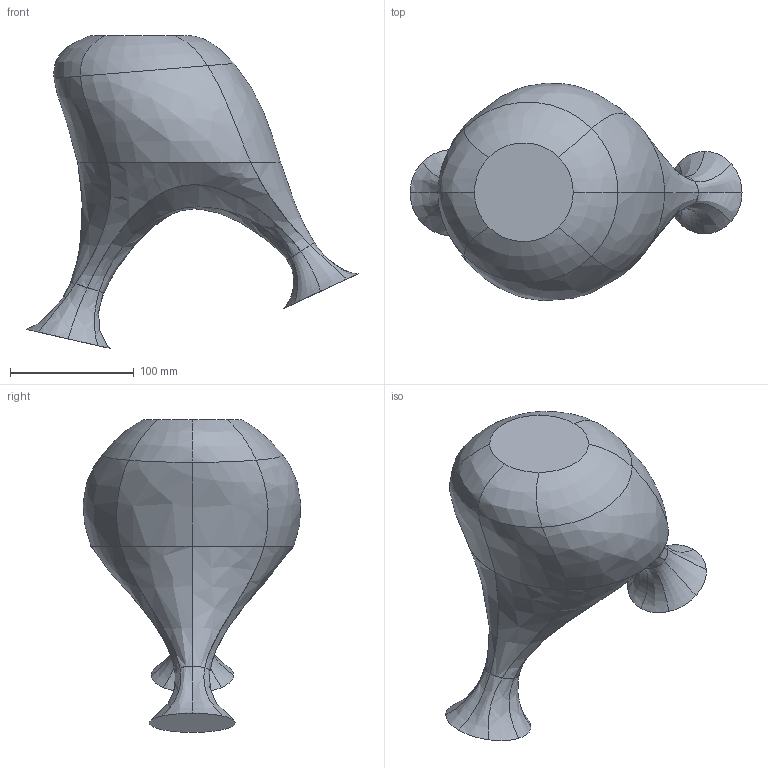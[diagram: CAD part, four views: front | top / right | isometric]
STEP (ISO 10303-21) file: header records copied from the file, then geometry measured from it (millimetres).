
FILE_DESCRIPTION (( 'STEP AP214' ), '1' );
FILE_NAME ('Zweiteilig_Netz_freierfall.STEP', '2019-06-23T11:11:24', ( '' ), ( '' ), 'SwSTEP 2.0', 'SolidWorks 2019', '' );
FILE_SCHEMA (( 'AUTOMOTIVE_DESIGN' ));
Length unit declared in the file: millimetre
Products named in the file (1): Zweiteilig_Netz_freierfall
Bounding box: 268.78 x 176.05 x 253.3 mm (x, y, z)
Surface area: 147518.5 mm2 (no closed solid volume)
Topology: 0 solids, 13 shells, 44 faces, 122 edges, 94 vertices
Faces by surface type: bspline 38, plane 6
Entity records: 8206 total; most frequent: CARTESIAN_POINT 7249, ORIENTED_EDGE 200, EDGE_CURVE 122, DIRECTION 114, VERTEX_POINT 94, B_SPLINE_CURVE_WITH_KNOTS 72, AXIS2_PLACEMENT_3D 57, CIRCLE 50
